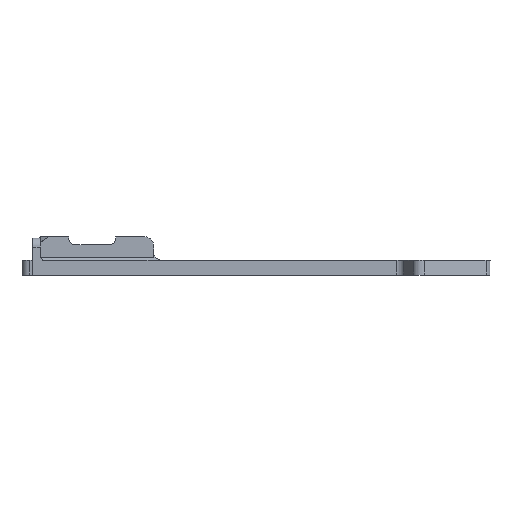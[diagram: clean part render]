
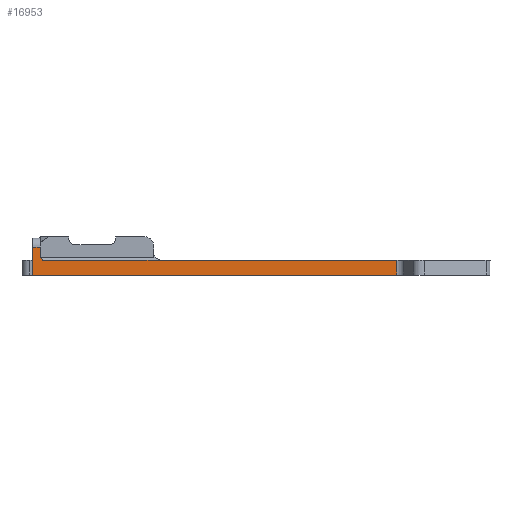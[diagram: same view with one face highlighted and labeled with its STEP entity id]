
A CAD part, left-side view. The second image highlights one B-rep face of the part: STEP entity #16953.
In plain terms, the highlighted planar face has unit normal (-1, 0, 0).
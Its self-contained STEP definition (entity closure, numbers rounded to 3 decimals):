
#1159=LINE('',#22317,#2856);
#1494=LINE('',#25974,#3191);
#1496=LINE('',#25978,#3193);
#1497=LINE('',#25980,#3194);
#1498=LINE('',#25982,#3195);
#1499=LINE('',#25984,#3196);
#1500=LINE('',#25985,#3197);
#2856=VECTOR('',#18827,10.);
#3191=VECTOR('',#19308,10.);
#3193=VECTOR('',#19312,10.);
#3194=VECTOR('',#19313,10.);
#3195=VECTOR('',#19314,10.);
#3196=VECTOR('',#19315,10.);
#3197=VECTOR('',#19316,10.);
#4683=FACE_OUTER_BOUND('',#5644,.T.);
#5644=EDGE_LOOP('',(#11938,#11939,#11940,#11941,#11942,#11943,#11944));
#6869=VERTEX_POINT('',#22314);
#6870=VERTEX_POINT('',#22316);
#7569=VERTEX_POINT('',#25972);
#7570=VERTEX_POINT('',#25977);
#7571=VERTEX_POINT('',#25979);
#7572=VERTEX_POINT('',#25981);
#7573=VERTEX_POINT('',#25983);
#8608=EDGE_CURVE('',#6869,#6870,#1159,.T.);
#9310=EDGE_CURVE('',#7569,#6869,#1494,.T.);
#9312=EDGE_CURVE('',#7570,#7569,#1496,.T.);
#9313=EDGE_CURVE('',#7571,#7570,#1497,.T.);
#9314=EDGE_CURVE('',#7572,#7571,#1498,.T.);
#9315=EDGE_CURVE('',#7573,#7572,#1499,.T.);
#9316=EDGE_CURVE('',#6870,#7573,#1500,.T.);
#11938=ORIENTED_EDGE('',*,*,#9310,.F.);
#11939=ORIENTED_EDGE('',*,*,#9312,.F.);
#11940=ORIENTED_EDGE('',*,*,#9313,.F.);
#11941=ORIENTED_EDGE('',*,*,#9314,.F.);
#11942=ORIENTED_EDGE('',*,*,#9315,.F.);
#11943=ORIENTED_EDGE('',*,*,#9316,.F.);
#11944=ORIENTED_EDGE('',*,*,#8608,.F.);
#16464=PLANE('',#17981);
#16953=ADVANCED_FACE('',(#4683),#16464,.T.);
#17981=AXIS2_PLACEMENT_3D('',#25976,#19310,#19311);
#18827=DIRECTION('',(0.,1.,0.));
#19308=DIRECTION('',(0.,0.,-1.));
#19310=DIRECTION('center_axis',(-1.,0.,0.));
#19311=DIRECTION('ref_axis',(0.,0.,-1.));
#19312=DIRECTION('',(0.,-1.,0.));
#19313=DIRECTION('',(0.,-0.707,-0.707));
#19314=DIRECTION('',(0.,0.,-1.));
#19315=DIRECTION('',(0.,-1.,0.));
#19316=DIRECTION('',(0.,0.,1.));
#22314=CARTESIAN_POINT('',(164.585,-120.656,-3.5));
#22316=CARTESIAN_POINT('',(164.585,-47.655,-3.5));
#22317=CARTESIAN_POINT('',(164.585,-120.656,-3.5));
#25972=CARTESIAN_POINT('',(164.585,-120.656,-0.5));
#25974=CARTESIAN_POINT('',(164.585,-120.656,-0.25));
#25976=CARTESIAN_POINT('Origin',(164.585,-47.655,-0.5));
#25977=CARTESIAN_POINT('',(164.585,-49.655,-0.5));
#25978=CARTESIAN_POINT('',(164.585,-47.655,-0.5));
#25979=CARTESIAN_POINT('',(164.585,-49.155,0.));
#25980=CARTESIAN_POINT('',(164.585,-49.03,0.125));
#25981=CARTESIAN_POINT('',(164.585,-49.155,2.15));
#25982=CARTESIAN_POINT('',(164.585,-49.155,-2.));
#25983=CARTESIAN_POINT('',(164.585,-47.655,2.15));
#25984=CARTESIAN_POINT('',(164.585,-47.655,2.15));
#25985=CARTESIAN_POINT('',(164.585,-47.655,-2.));
